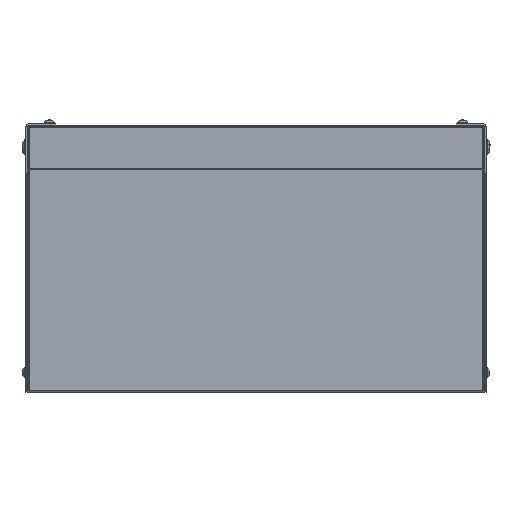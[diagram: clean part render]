
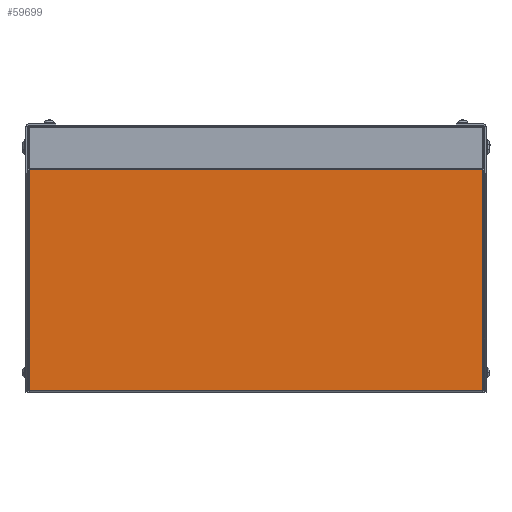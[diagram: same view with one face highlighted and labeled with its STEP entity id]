
A CAD part, front view. The second image highlights one B-rep face of the part: STEP entity #59699.
In plain terms, the highlighted planar face has unit normal (0, -1, 0).
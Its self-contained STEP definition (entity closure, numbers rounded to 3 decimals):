
#512 = ORIENTED_EDGE ( 'NONE', *, *, #14121, .F. ) ;
#818 = CARTESIAN_POINT ( 'NONE',  ( -255.005, 0., -148.1 ) ) ;
#1654 = CARTESIAN_POINT ( 'NONE',  ( -257., 0., -148.1 ) ) ;
#1712 = VERTEX_POINT ( 'NONE', #3757 ) ;
#2004 = LINE ( 'NONE', #1654, #13991 ) ;
#2821 = LINE ( 'NONE', #57864, #13192 ) ;
#3177 = VERTEX_POINT ( 'NONE', #49048 ) ;
#3757 = CARTESIAN_POINT ( 'NONE',  ( 255.005, 0., -148.1 ) ) ;
#7130 = CARTESIAN_POINT ( 'NONE',  ( -257., 0., -150. ) ) ;
#12274 = DIRECTION ( 'NONE',  ( 0., 0., -1. ) ) ;
#13192 = VECTOR ( 'NONE', #32211, 1000. ) ;
#13991 = VECTOR ( 'NONE', #57952, 1000. ) ;
#14120 = LINE ( 'NONE', #34662, #39806 ) ;
#14121 = EDGE_CURVE ( 'NONE', #61254, #3177, #14120, .T. ) ;
#16010 = VECTOR ( 'NONE', #57096, 1000. ) ;
#17209 = PLANE ( 'NONE',  #54919 ) ;
#19452 = DIRECTION ( 'NONE',  ( 1., 0., 0. ) ) ;
#22427 = ORIENTED_EDGE ( 'NONE', *, *, #61024, .F. ) ;
#27584 = ORIENTED_EDGE ( 'NONE', *, *, #31361, .F. ) ;
#31361 = EDGE_CURVE ( 'NONE', #50480, #61254, #56963, .T. ) ;
#32211 = DIRECTION ( 'NONE',  ( 0., 0., -1. ) ) ;
#33366 = EDGE_CURVE ( 'NONE', #1712, #50480, #2004, .T. ) ;
#34662 = CARTESIAN_POINT ( 'NONE',  ( -257., 0., 148.1 ) ) ;
#39806 = VECTOR ( 'NONE', #19452, 1000. ) ;
#42214 = ORIENTED_EDGE ( 'NONE', *, *, #33366, .F. ) ;
#42981 = DIRECTION ( 'NONE',  ( 0., -1., 0. ) ) ;
#45723 = EDGE_LOOP ( 'NONE', ( #42214, #22427, #512, #27584 ) ) ;
#49048 = CARTESIAN_POINT ( 'NONE',  ( 255.005, 0., 148.1 ) ) ;
#50480 = VERTEX_POINT ( 'NONE', #818 ) ;
#51921 = CARTESIAN_POINT ( 'NONE',  ( -255.005, 0., 148.1 ) ) ;
#53164 = FACE_OUTER_BOUND ( 'NONE', #45723, .T. ) ;
#54919 = AXIS2_PLACEMENT_3D ( 'NONE', #7130, #42981, #12274 ) ;
#56963 = LINE ( 'NONE', #51921, #16010 ) ;
#57096 = DIRECTION ( 'NONE',  ( 0., 0., 1. ) ) ;
#57864 = CARTESIAN_POINT ( 'NONE',  ( 255.005, 0., -148.1 ) ) ;
#57952 = DIRECTION ( 'NONE',  ( -1., 0., 0. ) ) ;
#59699 = ADVANCED_FACE ( 'NONE', ( #53164 ), #17209, .T. ) ;
#60672 = CARTESIAN_POINT ( 'NONE',  ( -255.005, 0., 148.1 ) ) ;
#61024 = EDGE_CURVE ( 'NONE', #3177, #1712, #2821, .T. ) ;
#61254 = VERTEX_POINT ( 'NONE', #60672 ) ;
